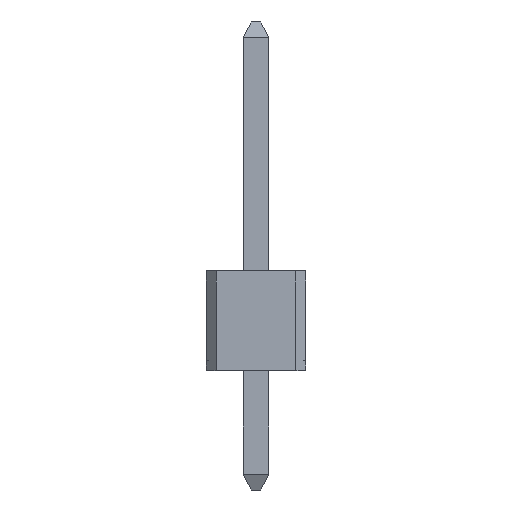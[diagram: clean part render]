
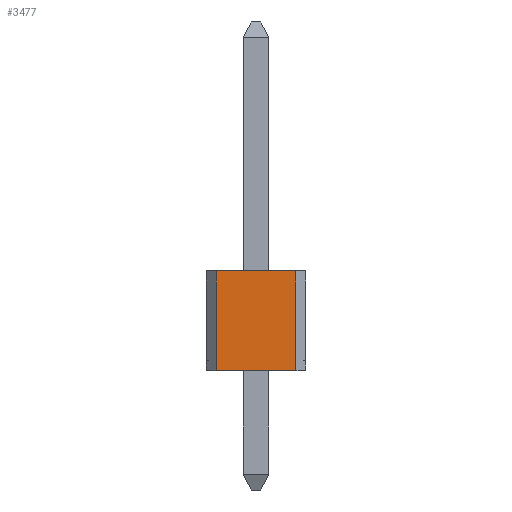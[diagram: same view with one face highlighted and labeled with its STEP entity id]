
A CAD part, left-side view. The second image highlights one B-rep face of the part: STEP entity #3477.
In plain terms, the highlighted planar face has unit normal (-1, 0, 0).
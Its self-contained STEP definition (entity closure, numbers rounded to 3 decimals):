
#111=FACE_OUTER_BOUND('',#321,.T.);
#321=EDGE_LOOP('',(#2383,#2384,#2385,#2386));
#567=LINE('',#4922,#1045);
#610=LINE('',#5013,#1088);
#611=LINE('',#5016,#1089);
#612=LINE('',#5017,#1090);
#1045=VECTOR('',#3993,2.032);
#1088=VECTOR('',#4052,2.54);
#1089=VECTOR('',#4055,2.032);
#1090=VECTOR('',#4056,2.54);
#1518=VERTEX_POINT('',#4919);
#1519=VERTEX_POINT('',#4921);
#1559=VERTEX_POINT('',#5011);
#1560=VERTEX_POINT('',#5015);
#1827=EDGE_CURVE('',#1519,#1518,#567,.T.);
#1870=EDGE_CURVE('',#1518,#1559,#610,.T.);
#1871=EDGE_CURVE('',#1560,#1559,#611,.T.);
#1872=EDGE_CURVE('',#1519,#1560,#612,.T.);
#2383=ORIENTED_EDGE('',*,*,#1827,.T.);
#2384=ORIENTED_EDGE('',*,*,#1870,.T.);
#2385=ORIENTED_EDGE('',*,*,#1871,.F.);
#2386=ORIENTED_EDGE('',*,*,#1872,.F.);
#3267=PLANE('',#3712);
#3477=ADVANCED_FACE('',(#111),#3267,.T.);
#3712=AXIS2_PLACEMENT_3D('',#5014,#4053,#4054);
#3993=DIRECTION('',(0.,0.,1.));
#4052=DIRECTION('',(0.,1.,0.));
#4053=DIRECTION('center_axis',(-1.,0.,0.));
#4054=DIRECTION('ref_axis',(0.,0.,1.));
#4055=DIRECTION('',(0.,0.,1.));
#4056=DIRECTION('',(0.,1.,0.));
#4919=CARTESIAN_POINT('',(-1.27,0.,1.016));
#4921=CARTESIAN_POINT('',(-1.27,0.,-1.016));
#4922=CARTESIAN_POINT('',(-1.27,0.,-1.016));
#5011=CARTESIAN_POINT('',(-1.27,2.54,1.016));
#5013=CARTESIAN_POINT('',(-1.27,0.,1.016));
#5014=CARTESIAN_POINT('Origin',(-1.27,0.,-1.016));
#5015=CARTESIAN_POINT('',(-1.27,2.54,-1.016));
#5016=CARTESIAN_POINT('',(-1.27,2.54,-1.016));
#5017=CARTESIAN_POINT('',(-1.27,0.,-1.016));
